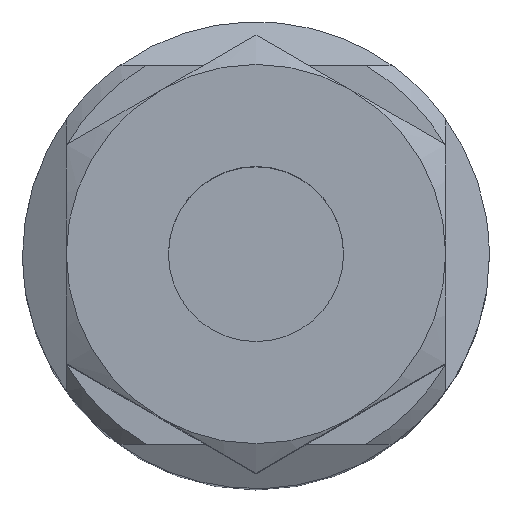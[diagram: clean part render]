
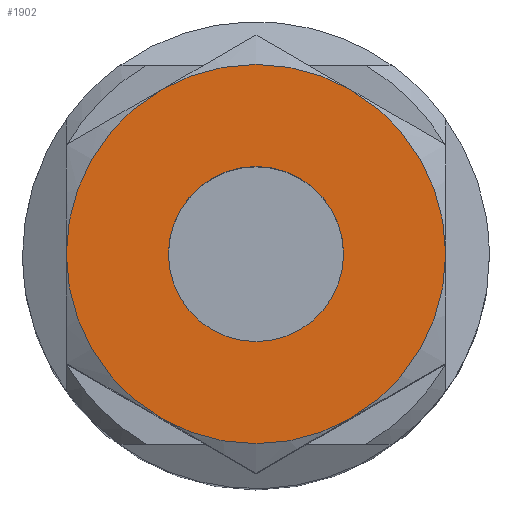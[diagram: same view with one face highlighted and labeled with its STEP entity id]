
A CAD part, top view. The second image highlights one B-rep face of the part: STEP entity #1902.
In plain terms, the highlighted planar face has unit normal (0, 0, 1).
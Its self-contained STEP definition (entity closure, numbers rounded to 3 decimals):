
#99 = EDGE_CURVE ( 'NONE', #195, #1541, #1003, .T. ) ;
#184 = EDGE_CURVE ( 'NONE', #1912, #825, #2370, .T. ) ;
#195 = VERTEX_POINT ( 'NONE', #301 ) ;
#205 = AXIS2_PLACEMENT_3D ( 'NONE', #710, #1650, #534 ) ;
#257 = VERTEX_POINT ( 'NONE', #916 ) ;
#288 = AXIS2_PLACEMENT_3D ( 'NONE', #337, #1324, #2450 ) ;
#301 = CARTESIAN_POINT ( 'NONE',  ( 3., 0., 10. ) ) ;
#337 = CARTESIAN_POINT ( 'NONE',  ( 0., 0., 10. ) ) ;
#373 = DIRECTION ( 'NONE',  ( 0., 0., 1. ) ) ;
#431 = DIRECTION ( 'NONE',  ( 0., 0., 1. ) ) ;
#462 = EDGE_CURVE ( 'NONE', #257, #2038, #1333, .T. ) ;
#464 = VERTEX_POINT ( 'NONE', #1571 ) ;
#472 = PLANE ( 'NONE',  #1862 ) ;
#479 = ORIENTED_EDGE ( 'NONE', *, *, #1393, .F. ) ;
#488 = FACE_BOUND ( 'NONE', #658, .T. ) ;
#532 = CIRCLE ( 'NONE', #1704, 6.5 ) ;
#534 = DIRECTION ( 'NONE',  ( 1., 0., 0. ) ) ;
#574 = CIRCLE ( 'NONE', #1130, 6.5 ) ;
#610 = CIRCLE ( 'NONE', #1583, 3. ) ;
#612 = CARTESIAN_POINT ( 'NONE',  ( 0., 0., 10. ) ) ;
#658 = EDGE_LOOP ( 'NONE', ( #949, #479 ) ) ;
#662 = DIRECTION ( 'NONE',  ( 0., 0., 1. ) ) ;
#710 = CARTESIAN_POINT ( 'NONE',  ( 0., 0., 10. ) ) ;
#786 = DIRECTION ( 'NONE',  ( 1., 0., 0. ) ) ;
#791 = DIRECTION ( 'NONE',  ( 0., 0., 1. ) ) ;
#825 = VERTEX_POINT ( 'NONE', #1377 ) ;
#873 = CARTESIAN_POINT ( 'NONE',  ( 3.25, -5.629, 10. ) ) ;
#916 = CARTESIAN_POINT ( 'NONE',  ( 3.25, 5.629, 10. ) ) ;
#949 = ORIENTED_EDGE ( 'NONE', *, *, #99, .F. ) ;
#1002 = EDGE_CURVE ( 'NONE', #825, #257, #1548, .T. ) ;
#1003 = CIRCLE ( 'NONE', #1035, 3. ) ;
#1028 = ORIENTED_EDGE ( 'NONE', *, *, #2051, .T. ) ;
#1035 = AXIS2_PLACEMENT_3D ( 'NONE', #1083, #1270, #1861 ) ;
#1083 = CARTESIAN_POINT ( 'NONE',  ( 0., 0., 10. ) ) ;
#1130 = AXIS2_PLACEMENT_3D ( 'NONE', #1328, #2300, #1883 ) ;
#1197 = DIRECTION ( 'NONE',  ( 1., 0., 0. ) ) ;
#1270 = DIRECTION ( 'NONE',  ( 0., 0., 1. ) ) ;
#1280 = DIRECTION ( 'NONE',  ( 1., 0., 0. ) ) ;
#1313 = EDGE_LOOP ( 'NONE', ( #1445, #1642, #1891, #1028, #2156, #1518 ) ) ;
#1324 = DIRECTION ( 'NONE',  ( 0., 0., 1. ) ) ;
#1328 = CARTESIAN_POINT ( 'NONE',  ( 0., 0., 10. ) ) ;
#1331 = CARTESIAN_POINT ( 'NONE',  ( 0., 0., 10. ) ) ;
#1333 = CIRCLE ( 'NONE', #1656, 6.5 ) ;
#1335 = AXIS2_PLACEMENT_3D ( 'NONE', #1453, #662, #1280 ) ;
#1376 = CIRCLE ( 'NONE', #288, 6.5 ) ;
#1377 = CARTESIAN_POINT ( 'NONE',  ( 6.5, 0., 10. ) ) ;
#1390 = VERTEX_POINT ( 'NONE', #1604 ) ;
#1393 = EDGE_CURVE ( 'NONE', #1541, #195, #610, .T. ) ;
#1441 = FACE_OUTER_BOUND ( 'NONE', #1313, .T. ) ;
#1445 = ORIENTED_EDGE ( 'NONE', *, *, #184, .T. ) ;
#1453 = CARTESIAN_POINT ( 'NONE',  ( 0., 0., 10. ) ) ;
#1518 = ORIENTED_EDGE ( 'NONE', *, *, #1749, .T. ) ;
#1541 = VERTEX_POINT ( 'NONE', #2357 ) ;
#1548 = CIRCLE ( 'NONE', #1335, 6.5 ) ;
#1571 = CARTESIAN_POINT ( 'NONE',  ( -6.5, 0., 10. ) ) ;
#1583 = AXIS2_PLACEMENT_3D ( 'NONE', #2138, #791, #786 ) ;
#1604 = CARTESIAN_POINT ( 'NONE',  ( -3.25, -5.629, 10. ) ) ;
#1642 = ORIENTED_EDGE ( 'NONE', *, *, #1002, .T. ) ;
#1650 = DIRECTION ( 'NONE',  ( 0., 0., 1. ) ) ;
#1656 = AXIS2_PLACEMENT_3D ( 'NONE', #612, #431, #1197 ) ;
#1704 = AXIS2_PLACEMENT_3D ( 'NONE', #1331, #373, #1909 ) ;
#1749 = EDGE_CURVE ( 'NONE', #1390, #1912, #1376, .T. ) ;
#1843 = DIRECTION ( 'NONE',  ( 1., 0., 0. ) ) ;
#1861 = DIRECTION ( 'NONE',  ( 1., 0., 0. ) ) ;
#1862 = AXIS2_PLACEMENT_3D ( 'NONE', #2034, #2374, #1843 ) ;
#1883 = DIRECTION ( 'NONE',  ( 1., 0., 0. ) ) ;
#1891 = ORIENTED_EDGE ( 'NONE', *, *, #462, .T. ) ;
#1902 = ADVANCED_FACE ( 'NONE', ( #488, #1441 ), #472, .T. ) ;
#1909 = DIRECTION ( 'NONE',  ( 1., 0., 0. ) ) ;
#1912 = VERTEX_POINT ( 'NONE', #873 ) ;
#2034 = CARTESIAN_POINT ( 'NONE',  ( -6.5, 11.258, 10. ) ) ;
#2038 = VERTEX_POINT ( 'NONE', #2210 ) ;
#2051 = EDGE_CURVE ( 'NONE', #2038, #464, #574, .T. ) ;
#2138 = CARTESIAN_POINT ( 'NONE',  ( 0., 0., 10. ) ) ;
#2156 = ORIENTED_EDGE ( 'NONE', *, *, #2359, .T. ) ;
#2210 = CARTESIAN_POINT ( 'NONE',  ( -3.25, 5.629, 10. ) ) ;
#2300 = DIRECTION ( 'NONE',  ( 0., 0., 1. ) ) ;
#2357 = CARTESIAN_POINT ( 'NONE',  ( -3., 0., 10. ) ) ;
#2359 = EDGE_CURVE ( 'NONE', #464, #1390, #532, .T. ) ;
#2370 = CIRCLE ( 'NONE', #205, 6.5 ) ;
#2374 = DIRECTION ( 'NONE',  ( 0., 0., 1. ) ) ;
#2450 = DIRECTION ( 'NONE',  ( 1., 0., 0. ) ) ;
